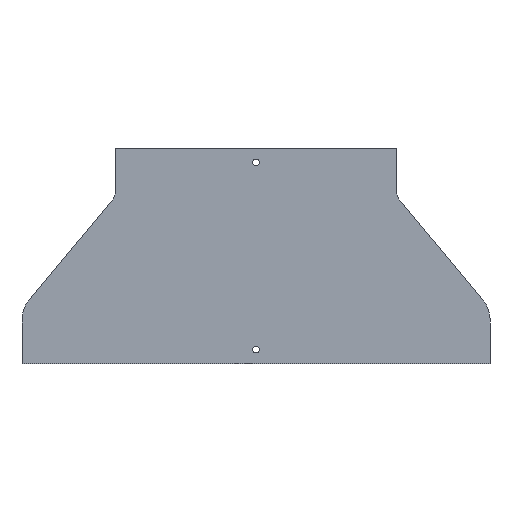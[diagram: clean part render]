
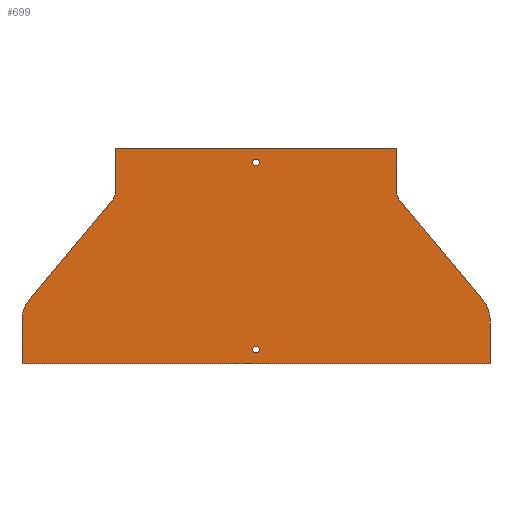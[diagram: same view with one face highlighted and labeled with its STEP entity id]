
A CAD part, front view. The second image highlights one B-rep face of the part: STEP entity #699.
In plain terms, the highlighted planar face has unit normal (0, -1, 0).
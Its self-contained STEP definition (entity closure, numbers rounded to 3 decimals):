
#9 = VECTOR ( 'NONE', #907, 1000. ) ;
#10 = LINE ( 'NONE', #906, #9 ) ;
#15 = CARTESIAN_POINT ( 'NONE',  ( 154.636, 0., -56.942 ) ) ;
#29 = CARTESIAN_POINT ( 'NONE',  ( 243.047, 0., -163.035 ) ) ;
#30 = CARTESIAN_POINT ( 'NONE',  ( -150., 0., -44.139 ) ) ;
#38 = CARTESIAN_POINT ( 'NONE',  ( -250., 0., -230. ) ) ;
#39 = CARTESIAN_POINT ( 'NONE',  ( -243.047, 0., -163.035 ) ) ;
#80 = CARTESIAN_POINT ( 'NONE',  ( 150., 0., 0. ) ) ;
#88 = CARTESIAN_POINT ( 'NONE',  ( 250., 0., -230. ) ) ;
#90 = CARTESIAN_POINT ( 'NONE',  ( 150., 0., -44.139 ) ) ;
#93 = CARTESIAN_POINT ( 'NONE',  ( -154.636, 0., -56.942 ) ) ;
#108 = CARTESIAN_POINT ( 'NONE',  ( -250., 0., -182.241 ) ) ;
#115 = CARTESIAN_POINT ( 'NONE',  ( 250., 0., -182.241 ) ) ;
#116 = CARTESIAN_POINT ( 'NONE',  ( -150., 0., 0. ) ) ;
#123 = AXIS2_PLACEMENT_3D ( 'NONE', #500, #501, #502 ) ;
#125 = AXIS2_PLACEMENT_3D ( 'NONE', #511, #512, #513 ) ;
#127 = AXIS2_PLACEMENT_3D ( 'NONE', #520, #521, #522 ) ;
#140 = AXIS2_PLACEMENT_3D ( 'NONE', #636, #637, #638 ) ;
#171 = EDGE_LOOP ( 'NONE', ( #1216, #1215, #1214, #1213, #1212, #1211, #1210, #1209, #1208, #1207, #1206, #1205 ) ) ;
#182 = EDGE_LOOP ( 'NONE', ( #1217 ) ) ;
#214 = VERTEX_POINT ( 'NONE', #29 ) ;
#217 = VERTEX_POINT ( 'NONE', #30 ) ;
#227 = VERTEX_POINT ( 'NONE', #90 ) ;
#232 = VERTEX_POINT ( 'NONE', #80 ) ;
#236 = VERTEX_POINT ( 'NONE', #116 ) ;
#239 = VERTEX_POINT ( 'NONE', #115 ) ;
#242 = VERTEX_POINT ( 'NONE', #15 ) ;
#247 = VERTEX_POINT ( 'NONE', #88 ) ;
#253 = VERTEX_POINT ( 'NONE', #38 ) ;
#263 = VERTEX_POINT ( 'NONE', #108 ) ;
#266 = VERTEX_POINT ( 'NONE', #93 ) ;
#269 = VERTEX_POINT ( 'NONE', #39 ) ;
#299 = LINE ( 'NONE', #471, #300 ) ;
#300 = VECTOR ( 'NONE', #472, 1000. ) ;
#315 = LINE ( 'NONE', #491, #319 ) ;
#319 = VECTOR ( 'NONE', #488, 1000. ) ;
#322 = CIRCLE ( 'NONE', #123, 30. ) ;
#327 = LINE ( 'NONE', #503, #329 ) ;
#329 = VECTOR ( 'NONE', #499, 1000. ) ;
#332 = CIRCLE ( 'NONE', #125, 20. ) ;
#335 = CIRCLE ( 'NONE', #127, 3.5 ) ;
#423 = CIRCLE ( 'NONE', #140, 3.5 ) ;
#427 = VERTEX_POINT ( 'NONE', #633 ) ;
#428 = VERTEX_POINT ( 'NONE', #639 ) ;
#471 = CARTESIAN_POINT ( 'NONE',  ( -250., 0., -230. ) ) ;
#472 = DIRECTION ( 'NONE',  ( -1., 0., 0. ) ) ;
#488 = DIRECTION ( 'NONE',  ( 0., 0., 1. ) ) ;
#491 = CARTESIAN_POINT ( 'NONE',  ( -250., 0., -182.241 ) ) ;
#499 = DIRECTION ( 'NONE',  ( 0.64, 0., 0.768 ) ) ;
#500 = CARTESIAN_POINT ( 'NONE',  ( -220., 0., -182.241 ) ) ;
#501 = DIRECTION ( 'NONE',  ( 0., 1., 0. ) ) ;
#502 = DIRECTION ( 'NONE',  ( 0., 0., 1. ) ) ;
#503 = CARTESIAN_POINT ( 'NONE',  ( -154.636, 0., -56.942 ) ) ;
#511 = CARTESIAN_POINT ( 'NONE',  ( -170., 0., -44.139 ) ) ;
#512 = DIRECTION ( 'NONE',  ( 0., -1., 0. ) ) ;
#513 = DIRECTION ( 'NONE',  ( 0., 0., 1. ) ) ;
#520 = CARTESIAN_POINT ( 'NONE',  ( 0., 0., -215. ) ) ;
#521 = DIRECTION ( 'NONE',  ( 0., -1., 0. ) ) ;
#522 = DIRECTION ( 'NONE',  ( 0., 0., -1. ) ) ;
#633 = CARTESIAN_POINT ( 'NONE',  ( 0., 0., -218.5 ) ) ;
#636 = CARTESIAN_POINT ( 'NONE',  ( 0., 0., -15. ) ) ;
#637 = DIRECTION ( 'NONE',  ( 0., -1., 0. ) ) ;
#638 = DIRECTION ( 'NONE',  ( 0., 0., -1. ) ) ;
#639 = CARTESIAN_POINT ( 'NONE',  ( 0., 0., -18.5 ) ) ;
#699 = ADVANCED_FACE ( 'NONE', ( #1338, #1327, #1331 ), #809, .F. ) ;
#804 = DIRECTION ( 'NONE',  ( 0., 1., 0. ) ) ;
#807 = CARTESIAN_POINT ( 'NONE',  ( -170., 0., -44.139 ) ) ;
#809 = PLANE ( 'NONE',  #1109 ) ;
#811 = DIRECTION ( 'NONE',  ( 0., 0., 1. ) ) ;
#856 = DIRECTION ( 'NONE',  ( 0.64, 0., -0.768 ) ) ;
#864 = CARTESIAN_POINT ( 'NONE',  ( 170., 0., -44.139 ) ) ;
#865 = DIRECTION ( 'NONE',  ( 0., -1., 0. ) ) ;
#866 = DIRECTION ( 'NONE',  ( 0., 0., -1. ) ) ;
#867 = CARTESIAN_POINT ( 'NONE',  ( 154.636, 0., -56.942 ) ) ;
#877 = DIRECTION ( 'NONE',  ( 0., 0., 1. ) ) ;
#878 = CARTESIAN_POINT ( 'NONE',  ( 150., 0., 0. ) ) ;
#879 = CARTESIAN_POINT ( 'NONE',  ( 220., 0., -182.241 ) ) ;
#880 = DIRECTION ( 'NONE',  ( 0., 1., 0. ) ) ;
#881 = DIRECTION ( 'NONE',  ( 0., 0., -1. ) ) ;
#882 = CARTESIAN_POINT ( 'NONE',  ( -150., 0., 0. ) ) ;
#883 = DIRECTION ( 'NONE',  ( 0., 0., -1. ) ) ;
#906 = CARTESIAN_POINT ( 'NONE',  ( -150., 0., 0. ) ) ;
#907 = DIRECTION ( 'NONE',  ( 1., 0., 0. ) ) ;
#944 = CARTESIAN_POINT ( 'NONE',  ( 250., 0., -182.241 ) ) ;
#945 = DIRECTION ( 'NONE',  ( 0., 0., -1. ) ) ;
#960 = EDGE_CURVE ( 'NONE', #227, #242, #1297, .T. ) ;
#963 = EDGE_CURVE ( 'NONE', #242, #214, #1293, .T. ) ;
#966 = EDGE_CURVE ( 'NONE', #214, #239, #1288, .T. ) ;
#968 = EDGE_CURVE ( 'NONE', #232, #227, #1290, .T. ) ;
#971 = EDGE_CURVE ( 'NONE', #217, #236, #1278, .T. ) ;
#979 = EDGE_CURVE ( 'NONE', #236, #232, #10, .T. ) ;
#998 = EDGE_CURVE ( 'NONE', #239, #247, #1270, .T. ) ;
#1001 = EDGE_CURVE ( 'NONE', #247, #253, #299, .T. ) ;
#1011 = EDGE_CURVE ( 'NONE', #253, #263, #315, .T. ) ;
#1014 = EDGE_CURVE ( 'NONE', #263, #269, #322, .T. ) ;
#1017 = EDGE_CURVE ( 'NONE', #269, #266, #327, .T. ) ;
#1020 = EDGE_CURVE ( 'NONE', #266, #217, #332, .T. ) ;
#1022 = EDGE_CURVE ( 'NONE', #427, #427, #335, .T. ) ;
#1073 = EDGE_CURVE ( 'NONE', #428, #428, #423, .T. ) ;
#1109 = AXIS2_PLACEMENT_3D ( 'NONE', #807, #804, #811 ) ;
#1121 = AXIS2_PLACEMENT_3D ( 'NONE', #864, #865, #866 ) ;
#1123 = AXIS2_PLACEMENT_3D ( 'NONE', #879, #880, #881 ) ;
#1205 = ORIENTED_EDGE ( 'NONE', *, *, #1014, .F. ) ;
#1206 = ORIENTED_EDGE ( 'NONE', *, *, #1017, .F. ) ;
#1207 = ORIENTED_EDGE ( 'NONE', *, *, #1020, .F. ) ;
#1208 = ORIENTED_EDGE ( 'NONE', *, *, #971, .F. ) ;
#1209 = ORIENTED_EDGE ( 'NONE', *, *, #979, .F. ) ;
#1210 = ORIENTED_EDGE ( 'NONE', *, *, #968, .F. ) ;
#1211 = ORIENTED_EDGE ( 'NONE', *, *, #960, .F. ) ;
#1212 = ORIENTED_EDGE ( 'NONE', *, *, #963, .F. ) ;
#1213 = ORIENTED_EDGE ( 'NONE', *, *, #966, .F. ) ;
#1214 = ORIENTED_EDGE ( 'NONE', *, *, #998, .F. ) ;
#1215 = ORIENTED_EDGE ( 'NONE', *, *, #1001, .F. ) ;
#1216 = ORIENTED_EDGE ( 'NONE', *, *, #1011, .F. ) ;
#1217 = ORIENTED_EDGE ( 'NONE', *, *, #1073, .F. ) ;
#1218 = ORIENTED_EDGE ( 'NONE', *, *, #1022, .F. ) ;
#1270 = LINE ( 'NONE', #944, #1275 ) ;
#1275 = VECTOR ( 'NONE', #945, 1000. ) ;
#1276 = VECTOR ( 'NONE', #877, 1000. ) ;
#1278 = LINE ( 'NONE', #882, #1276 ) ;
#1282 = VECTOR ( 'NONE', #883, 1000. ) ;
#1288 = CIRCLE ( 'NONE', #1123, 30. ) ;
#1290 = LINE ( 'NONE', #878, #1282 ) ;
#1291 = VECTOR ( 'NONE', #856, 1000. ) ;
#1293 = LINE ( 'NONE', #867, #1291 ) ;
#1297 = CIRCLE ( 'NONE', #1121, 20. ) ;
#1327 = FACE_BOUND ( 'NONE', #182, .T. ) ;
#1331 = FACE_OUTER_BOUND ( 'NONE', #171, .T. ) ;
#1338 = FACE_BOUND ( 'NONE', #1523, .T. ) ;
#1523 = EDGE_LOOP ( 'NONE', ( #1218 ) ) ;
